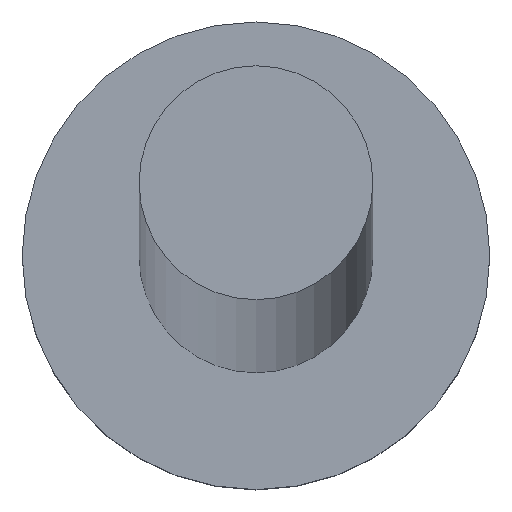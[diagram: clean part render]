
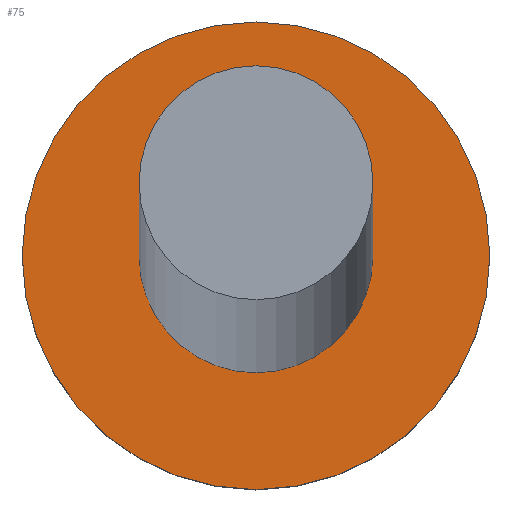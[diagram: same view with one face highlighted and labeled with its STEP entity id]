
A CAD part, top view. The second image highlights one B-rep face of the part: STEP entity #75.
In plain terms, the highlighted planar face has unit normal (0, 0, 1).
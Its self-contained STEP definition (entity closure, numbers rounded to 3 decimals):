
#1 = CARTESIAN_POINT ( 'NONE',  ( 1.75, 0., 3. ) ) ;
#3 = CARTESIAN_POINT ( 'NONE',  ( 0., 0., 3. ) ) ;
#5 = DIRECTION ( 'NONE',  ( 0., 0., 1. ) ) ;
#6 = VERTEX_POINT ( 'NONE', #68 ) ;
#10 = AXIS2_PLACEMENT_3D ( 'NONE', #175, #5, #97 ) ;
#25 = DIRECTION ( 'NONE',  ( 0., 0., 1. ) ) ;
#26 = ORIENTED_EDGE ( 'NONE', *, *, #93, .F. ) ;
#33 = FACE_OUTER_BOUND ( 'NONE', #246, .T. ) ;
#37 = EDGE_CURVE ( 'NONE', #122, #88, #128, .T. ) ;
#43 = ORIENTED_EDGE ( 'NONE', *, *, #216, .T. ) ;
#48 = DIRECTION ( 'NONE',  ( 0., 0., 1. ) ) ;
#52 = CIRCLE ( 'NONE', #189, 1.75 ) ;
#53 = DIRECTION ( 'NONE',  ( 1., 0., 0. ) ) ;
#67 = AXIS2_PLACEMENT_3D ( 'NONE', #3, #25, #136 ) ;
#68 = CARTESIAN_POINT ( 'NONE',  ( 3.5, 0., 3. ) ) ;
#69 = CARTESIAN_POINT ( 'NONE',  ( 0., 0., 3. ) ) ;
#73 = CIRCLE ( 'NONE', #67, 3.5 ) ;
#75 = ADVANCED_FACE ( 'NONE', ( #204, #33 ), #111, .T. ) ;
#77 = CARTESIAN_POINT ( 'NONE',  ( -1.75, 0., 3. ) ) ;
#79 = CARTESIAN_POINT ( 'NONE',  ( 0., 0., 3. ) ) ;
#87 = ORIENTED_EDGE ( 'NONE', *, *, #37, .F. ) ;
#88 = VERTEX_POINT ( 'NONE', #77 ) ;
#93 = EDGE_CURVE ( 'NONE', #88, #122, #52, .T. ) ;
#97 = DIRECTION ( 'NONE',  ( 1., 0., 0. ) ) ;
#111 = PLANE ( 'NONE',  #227 ) ;
#113 = CIRCLE ( 'NONE', #10, 3.5 ) ;
#122 = VERTEX_POINT ( 'NONE', #1 ) ;
#125 = DIRECTION ( 'NONE',  ( 1., 0., 0. ) ) ;
#128 = CIRCLE ( 'NONE', #212, 1.75 ) ;
#133 = EDGE_CURVE ( 'NONE', #221, #6, #73, .T. ) ;
#136 = DIRECTION ( 'NONE',  ( 1., 0., 0. ) ) ;
#140 = ORIENTED_EDGE ( 'NONE', *, *, #133, .T. ) ;
#142 = CARTESIAN_POINT ( 'NONE',  ( -3.5, 0., 3. ) ) ;
#147 = CARTESIAN_POINT ( 'NONE',  ( 0., 0., 3. ) ) ;
#155 = DIRECTION ( 'NONE',  ( 1., 0., 0. ) ) ;
#172 = DIRECTION ( 'NONE',  ( 0., 0., 1. ) ) ;
#175 = CARTESIAN_POINT ( 'NONE',  ( 0., 0., 3. ) ) ;
#189 = AXIS2_PLACEMENT_3D ( 'NONE', #79, #172, #155 ) ;
#204 = FACE_BOUND ( 'NONE', #220, .T. ) ;
#212 = AXIS2_PLACEMENT_3D ( 'NONE', #69, #48, #125 ) ;
#216 = EDGE_CURVE ( 'NONE', #6, #221, #113, .T. ) ;
#220 = EDGE_LOOP ( 'NONE', ( #26, #87 ) ) ;
#221 = VERTEX_POINT ( 'NONE', #142 ) ;
#227 = AXIS2_PLACEMENT_3D ( 'NONE', #147, #230, #53 ) ;
#230 = DIRECTION ( 'NONE',  ( 0., 0., 1. ) ) ;
#246 = EDGE_LOOP ( 'NONE', ( #140, #43 ) ) ;
